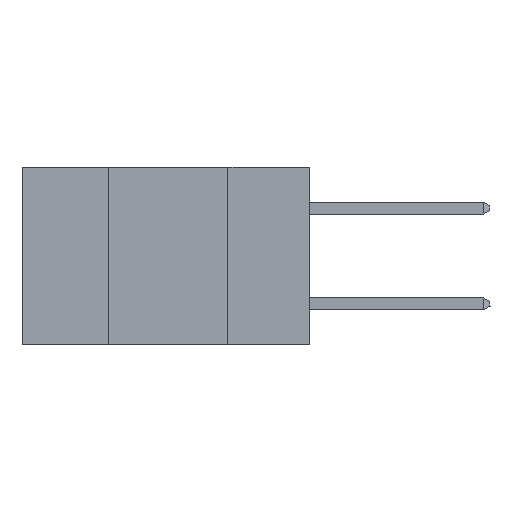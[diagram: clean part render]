
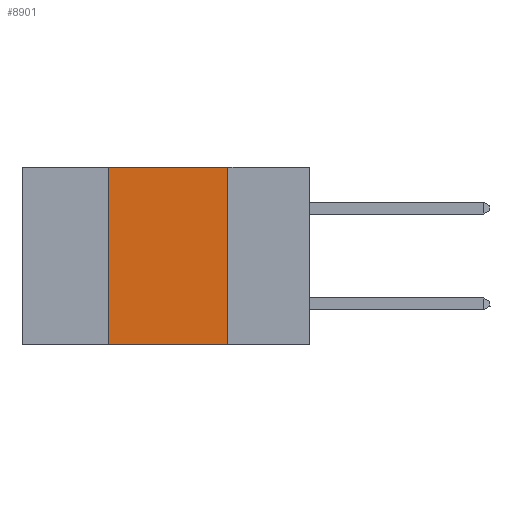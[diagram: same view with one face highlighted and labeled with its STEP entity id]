
A CAD part, left-side view. The second image highlights one B-rep face of the part: STEP entity #8901.
In plain terms, the highlighted planar face has unit normal (-1, 0, 0).
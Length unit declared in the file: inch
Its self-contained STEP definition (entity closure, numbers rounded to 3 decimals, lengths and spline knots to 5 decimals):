
#251 = AXIS2_PLACEMENT_3D ( 'NONE', #5542, #3117, #16631 ) ;
#1547 = VECTOR ( 'NONE', #13858, 39.37008 ) ;
#3117 = DIRECTION ( 'NONE',  ( 1., 0., 0. ) ) ;
#5542 = CARTESIAN_POINT ( 'NONE',  ( 0., 0.6, 0. ) ) ;
#7201 = CARTESIAN_POINT ( 'NONE',  ( 0., 0.42, -0.37 ) ) ;
#8771 = EDGE_CURVE ( 'NONE', #13583, #15104, #13914, .T. ) ;
#8901 = ADVANCED_FACE ( 'NONE', ( #14996 ), #12113, .F. ) ;
#9167 = DIRECTION ( 'NONE',  ( 0., -1., 0. ) ) ;
#9336 = CARTESIAN_POINT ( 'NONE',  ( 0., 0.17, 0. ) ) ;
#9645 = CARTESIAN_POINT ( 'NONE',  ( 0., 0.42, 0. ) ) ;
#11086 = VECTOR ( 'NONE', #18518, 39.37008 ) ;
#12113 = PLANE ( 'NONE',  #251 ) ;
#12891 = EDGE_CURVE ( 'NONE', #16359, #15104, #24025, .T. ) ;
#13583 = VERTEX_POINT ( 'NONE', #24254 ) ;
#13858 = DIRECTION ( 'NONE',  ( 0., 0., 1. ) ) ;
#13914 = LINE ( 'NONE', #9336, #25348 ) ;
#14559 = ORIENTED_EDGE ( 'NONE', *, *, #17764, .F. ) ;
#14996 = FACE_OUTER_BOUND ( 'NONE', #21071, .T. ) ;
#15104 = VERTEX_POINT ( 'NONE', #18734 ) ;
#15246 = ORIENTED_EDGE ( 'NONE', *, *, #15797, .F. ) ;
#15797 = EDGE_CURVE ( 'NONE', #21908, #13583, #23860, .T. ) ;
#16359 = VERTEX_POINT ( 'NONE', #7201 ) ;
#16631 = DIRECTION ( 'NONE',  ( 0., 0., -1. ) ) ;
#17764 = EDGE_CURVE ( 'NONE', #16359, #21908, #22960, .T. ) ;
#18216 = DIRECTION ( 'NONE',  ( 0., 0., -1. ) ) ;
#18518 = DIRECTION ( 'NONE',  ( 0., -1., 0. ) ) ;
#18734 = CARTESIAN_POINT ( 'NONE',  ( 0., 0.17, -0.37 ) ) ;
#19442 = CARTESIAN_POINT ( 'NONE',  ( 0., 0.42, 0. ) ) ;
#20227 = VECTOR ( 'NONE', #9167, 39.37008 ) ;
#20286 = ORIENTED_EDGE ( 'NONE', *, *, #12891, .T. ) ;
#21071 = EDGE_LOOP ( 'NONE', ( #27989, #15246, #14559, #20286 ) ) ;
#21908 = VERTEX_POINT ( 'NONE', #19442 ) ;
#22960 = LINE ( 'NONE', #9645, #1547 ) ;
#23860 = LINE ( 'NONE', #25079, #11086 ) ;
#24025 = LINE ( 'NONE', #26562, #20227 ) ;
#24254 = CARTESIAN_POINT ( 'NONE',  ( 0., 0.17, 0. ) ) ;
#25079 = CARTESIAN_POINT ( 'NONE',  ( 0., 0.6, 0. ) ) ;
#25348 = VECTOR ( 'NONE', #18216, 39.37008 ) ;
#26562 = CARTESIAN_POINT ( 'NONE',  ( 0., 0.6, -0.37 ) ) ;
#27989 = ORIENTED_EDGE ( 'NONE', *, *, #8771, .F. ) ;
